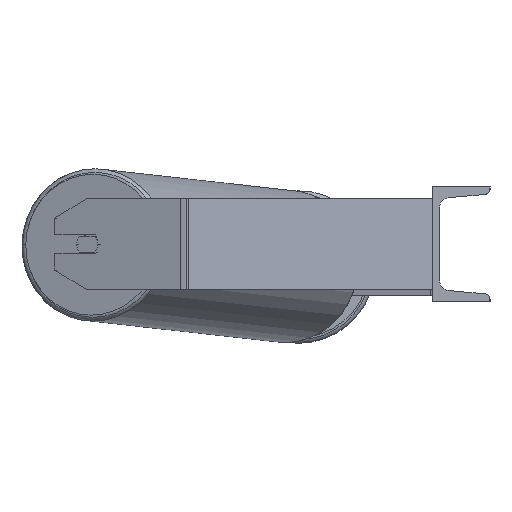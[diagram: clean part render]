
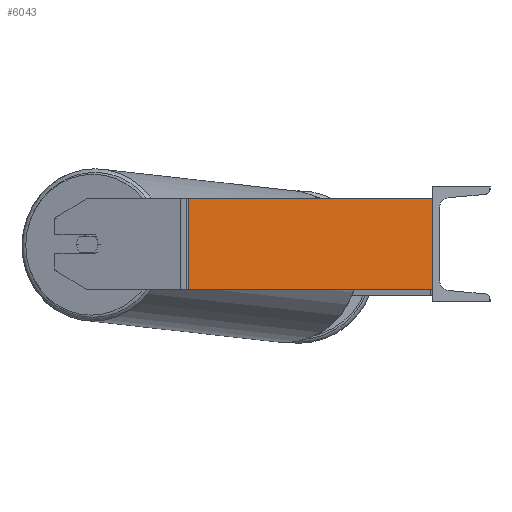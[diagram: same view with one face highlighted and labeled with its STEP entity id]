
A CAD part, left-side view. The second image highlights one B-rep face of the part: STEP entity #6043.
In plain terms, the highlighted planar face has unit normal (-0.996, -0.087, 0).
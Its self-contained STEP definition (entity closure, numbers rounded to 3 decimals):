
#565 = CARTESIAN_POINT ( 'NONE',  ( -803.963, 216.743, -40. ) ) ;
#584 = VERTEX_POINT ( 'NONE', #1696 ) ;
#611 = DIRECTION ( 'NONE',  ( 0.087, -0.996, 0. ) ) ;
#708 = ORIENTED_EDGE ( 'NONE', *, *, #7968, .T. ) ;
#767 = VECTOR ( 'NONE', #4157, 1000. ) ;
#1225 = AXIS2_PLACEMENT_3D ( 'NONE', #1769, #7481, #4715 ) ;
#1284 = LINE ( 'NONE', #8896, #767 ) ;
#1696 = CARTESIAN_POINT ( 'NONE',  ( -785., 0., 40. ) ) ;
#1769 = CARTESIAN_POINT ( 'NONE',  ( -803.963, 216.743, 40. ) ) ;
#2011 = ORIENTED_EDGE ( 'NONE', *, *, #8220, .F. ) ;
#3151 = VERTEX_POINT ( 'NONE', #3511 ) ;
#3161 = PLANE ( 'NONE',  #1225 ) ;
#3285 = CARTESIAN_POINT ( 'NONE',  ( -803.653, 213.209, -40. ) ) ;
#3454 = CARTESIAN_POINT ( 'NONE',  ( -803.963, 216.743, 40. ) ) ;
#3511 = CARTESIAN_POINT ( 'NONE',  ( -785., 0., -40. ) ) ;
#3516 = CARTESIAN_POINT ( 'NONE',  ( -803.653, 213.209, 40. ) ) ;
#3529 = EDGE_LOOP ( 'NONE', ( #8164, #5618, #2011, #708 ) ) ;
#3636 = VECTOR ( 'NONE', #4450, 1000. ) ;
#4034 = EDGE_CURVE ( 'NONE', #584, #3151, #1284, .T. ) ;
#4157 = DIRECTION ( 'NONE',  ( 0., 0., -1. ) ) ;
#4244 = VECTOR ( 'NONE', #611, 1000. ) ;
#4450 = DIRECTION ( 'NONE',  ( 0., 0., -1. ) ) ;
#4715 = DIRECTION ( 'NONE',  ( -0.087, 0.996, 0. ) ) ;
#4786 = LINE ( 'NONE', #565, #4244 ) ;
#5139 = LINE ( 'NONE', #7941, #3636 ) ;
#5453 = EDGE_CURVE ( 'NONE', #7740, #3151, #4786, .T. ) ;
#5502 = LINE ( 'NONE', #3454, #8939 ) ;
#5591 = DIRECTION ( 'NONE',  ( 0.087, -0.996, 0. ) ) ;
#5618 = ORIENTED_EDGE ( 'NONE', *, *, #4034, .F. ) ;
#6043 = ADVANCED_FACE ( 'NONE', ( #6171 ), #3161, .F. ) ;
#6171 = FACE_OUTER_BOUND ( 'NONE', #3529, .T. ) ;
#6540 = VERTEX_POINT ( 'NONE', #3516 ) ;
#7481 = DIRECTION ( 'NONE',  ( 0.996, 0.087, 0. ) ) ;
#7740 = VERTEX_POINT ( 'NONE', #3285 ) ;
#7941 = CARTESIAN_POINT ( 'NONE',  ( -803.653, 213.209, 40. ) ) ;
#7968 = EDGE_CURVE ( 'NONE', #6540, #7740, #5139, .T. ) ;
#8164 = ORIENTED_EDGE ( 'NONE', *, *, #5453, .T. ) ;
#8220 = EDGE_CURVE ( 'NONE', #6540, #584, #5502, .T. ) ;
#8896 = CARTESIAN_POINT ( 'NONE',  ( -785., 0., 40. ) ) ;
#8939 = VECTOR ( 'NONE', #5591, 1000. ) ;
